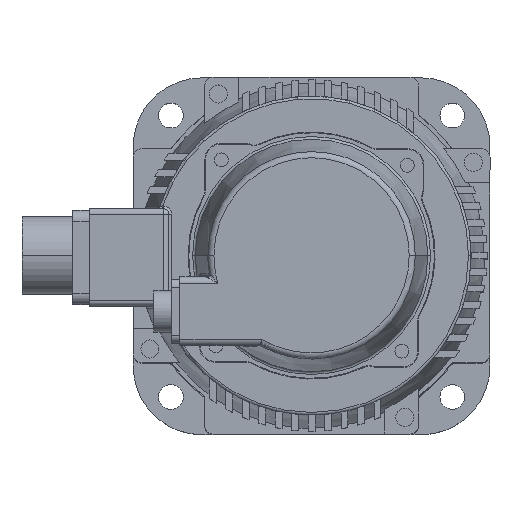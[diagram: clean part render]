
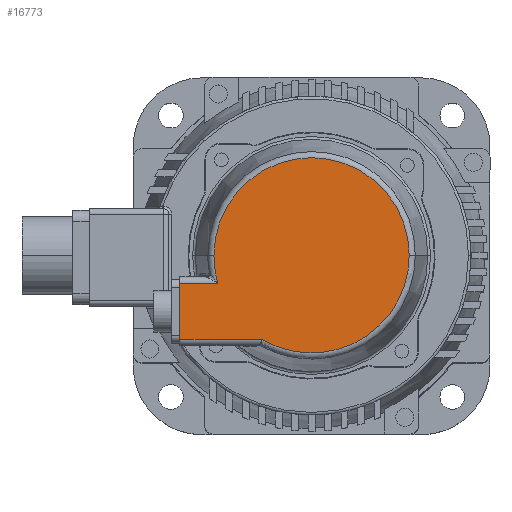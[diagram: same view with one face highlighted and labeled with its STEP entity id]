
A CAD part, top view. The second image highlights one B-rep face of the part: STEP entity #16773.
In plain terms, the highlighted face is planar.
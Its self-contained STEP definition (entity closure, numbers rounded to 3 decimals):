
#127 = DIRECTION ( 'NONE',  ( 0., -1., 0. ) ) ;
#323 = VERTEX_POINT ( 'NONE', #21896 ) ;
#367 = ORIENTED_EDGE ( 'NONE', *, *, #4337, .T. ) ;
#374 = CIRCLE ( 'NONE', #7345, 35.574 ) ;
#619 = DIRECTION ( 'NONE',  ( 1., 0., 0. ) ) ;
#1034 = EDGE_CURVE ( 'NONE', #1886, #17606, #21559, .T. ) ;
#1351 = DIRECTION ( 'NONE',  ( 0., 0., -1. ) ) ;
#1543 = VECTOR ( 'NONE', #10083, 1000. ) ;
#1886 = VERTEX_POINT ( 'NONE', #14818 ) ;
#2638 = ORIENTED_EDGE ( 'NONE', *, *, #7760, .T. ) ;
#2695 = CARTESIAN_POINT ( 'NONE',  ( 0., 0., -35.574 ) ) ;
#2967 = DIRECTION ( 'NONE',  ( 0., -1., 0. ) ) ;
#3471 = PLANE ( 'NONE',  #22096 ) ;
#4337 = EDGE_CURVE ( 'NONE', #6438, #1886, #14661, .T. ) ;
#6019 = CARTESIAN_POINT ( 'NONE',  ( 7.854, 0., -48. ) ) ;
#6438 = VERTEX_POINT ( 'NONE', #20708 ) ;
#6525 = CARTESIAN_POINT ( 'NONE',  ( 0., 0., 0. ) ) ;
#6536 = CARTESIAN_POINT ( 'NONE',  ( 10.104, 0., 0. ) ) ;
#6653 = DIRECTION ( 'NONE',  ( 0., -1., 0. ) ) ;
#6795 = EDGE_LOOP ( 'NONE', ( #20537, #2638, #16373, #15376, #11006, #367 ) ) ;
#7345 = AXIS2_PLACEMENT_3D ( 'NONE', #6525, #2967, #1351 ) ;
#7760 = EDGE_CURVE ( 'NONE', #17606, #9638, #19545, .T. ) ;
#7767 = EDGE_CURVE ( 'NONE', #14668, #323, #22329, .T. ) ;
#8390 = EDGE_CURVE ( 'NONE', #323, #6438, #12690, .T. ) ;
#8739 = CARTESIAN_POINT ( 'NONE',  ( 37.5, 0., 0. ) ) ;
#9638 = VERTEX_POINT ( 'NONE', #2695 ) ;
#9979 = CARTESIAN_POINT ( 'NONE',  ( 0., 0., 0. ) ) ;
#10083 = DIRECTION ( 'NONE',  ( 0., 0., -1. ) ) ;
#10357 = DIRECTION ( 'NONE',  ( 0., 0., -1. ) ) ;
#10414 = DIRECTION ( 'NONE',  ( 0., 0., -1. ) ) ;
#11006 = ORIENTED_EDGE ( 'NONE', *, *, #8390, .T. ) ;
#11680 = CARTESIAN_POINT ( 'NONE',  ( 10.104, 0., -34.109 ) ) ;
#12690 = LINE ( 'NONE', #6019, #19954 ) ;
#14661 = LINE ( 'NONE', #16033, #20757 ) ;
#14668 = VERTEX_POINT ( 'NONE', #11680 ) ;
#14818 = CARTESIAN_POINT ( 'NONE',  ( 30.604, 0., -18.136 ) ) ;
#15376 = ORIENTED_EDGE ( 'NONE', *, *, #7767, .T. ) ;
#15477 = AXIS2_PLACEMENT_3D ( 'NONE', #9979, #16995, #22449 ) ;
#16033 = CARTESIAN_POINT ( 'NONE',  ( 30.604, 0., 0. ) ) ;
#16373 = ORIENTED_EDGE ( 'NONE', *, *, #18071, .T. ) ;
#16380 = AXIS2_PLACEMENT_3D ( 'NONE', #22442, #6653, #10414 ) ;
#16773 = ADVANCED_FACE ( 'NONE', ( #19125 ), #3471, .T. ) ;
#16900 = CARTESIAN_POINT ( 'NONE',  ( 0., 0., 35.574 ) ) ;
#16995 = DIRECTION ( 'NONE',  ( 0., -1., 0. ) ) ;
#17606 = VERTEX_POINT ( 'NONE', #16900 ) ;
#18071 = EDGE_CURVE ( 'NONE', #9638, #14668, #374, .T. ) ;
#19125 = FACE_OUTER_BOUND ( 'NONE', #6795, .T. ) ;
#19545 = CIRCLE ( 'NONE', #15477, 35.574 ) ;
#19954 = VECTOR ( 'NONE', #619, 1000. ) ;
#20537 = ORIENTED_EDGE ( 'NONE', *, *, #1034, .T. ) ;
#20708 = CARTESIAN_POINT ( 'NONE',  ( 30.604, 0., -48. ) ) ;
#20757 = VECTOR ( 'NONE', #21720, 1000. ) ;
#21559 = CIRCLE ( 'NONE', #16380, 35.574 ) ;
#21720 = DIRECTION ( 'NONE',  ( 0., 0., 1. ) ) ;
#21896 = CARTESIAN_POINT ( 'NONE',  ( 10.104, 0., -48. ) ) ;
#22096 = AXIS2_PLACEMENT_3D ( 'NONE', #8739, #127, #10357 ) ;
#22329 = LINE ( 'NONE', #6536, #1543 ) ;
#22442 = CARTESIAN_POINT ( 'NONE',  ( 0., 0., 0. ) ) ;
#22449 = DIRECTION ( 'NONE',  ( 0., 0., -1. ) ) ;
